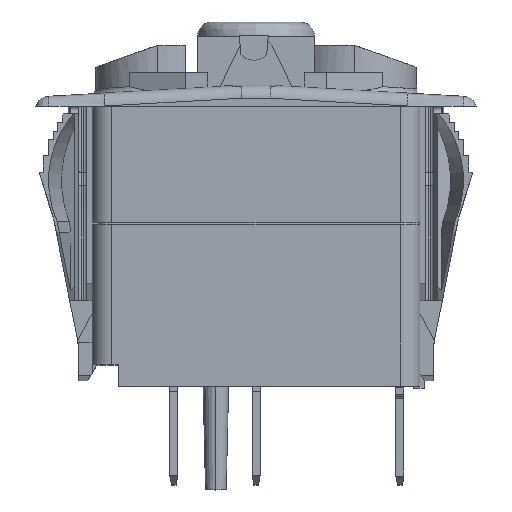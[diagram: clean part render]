
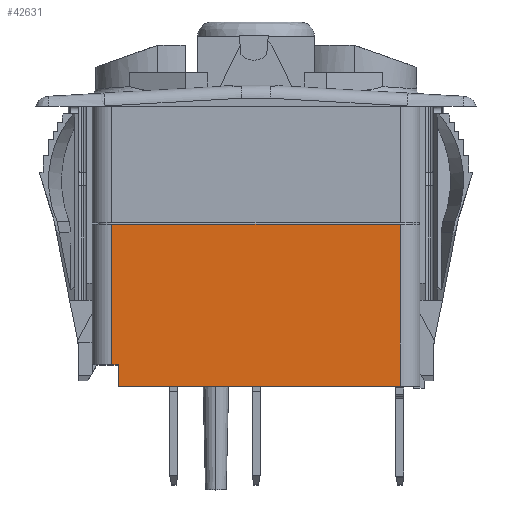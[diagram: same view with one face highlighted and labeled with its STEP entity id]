
A CAD part, top view. The second image highlights one B-rep face of the part: STEP entity #42631.
In plain terms, the highlighted planar face has unit normal (0, 0, 1).
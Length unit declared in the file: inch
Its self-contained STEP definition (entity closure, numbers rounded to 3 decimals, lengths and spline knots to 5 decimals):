
#233 = CARTESIAN_POINT ( 'NONE',  ( -0.558, 0., 0.41 ) ) ;
#445 = LINE ( 'NONE', #233, #8412 ) ;
#1553 = EDGE_CURVE ( 'NONE', #18862, #39756, #20792, .T. ) ;
#1686 = DIRECTION ( 'NONE',  ( -1., 0., 0. ) ) ;
#3017 = ORIENTED_EDGE ( 'NONE', *, *, #18670, .T. ) ;
#4021 = EDGE_LOOP ( 'NONE', ( #18366, #6420, #3017, #32952, #42583, #19053 ) ) ;
#4507 = EDGE_CURVE ( 'NONE', #12639, #14534, #445, .T. ) ;
#4753 = CARTESIAN_POINT ( 'NONE',  ( -0.531, -0.542, 0.41 ) ) ;
#4844 = CARTESIAN_POINT ( 'NONE',  ( -0.558, 0., 0.41 ) ) ;
#5068 = EDGE_CURVE ( 'NONE', #18862, #10310, #18086, .T. ) ;
#6400 = DIRECTION ( 'NONE',  ( 0., 0., 1. ) ) ;
#6420 = ORIENTED_EDGE ( 'NONE', *, *, #4507, .T. ) ;
#6944 = EDGE_CURVE ( 'NONE', #39756, #12639, #10346, .T. ) ;
#8412 = VECTOR ( 'NONE', #40853, 39.37008 ) ;
#9940 = CARTESIAN_POINT ( 'NONE',  ( -0.531, -0.625, 0.41 ) ) ;
#10310 = VERTEX_POINT ( 'NONE', #9940 ) ;
#10346 = LINE ( 'NONE', #27168, #14059 ) ;
#12639 = VERTEX_POINT ( 'NONE', #4844 ) ;
#14059 = VECTOR ( 'NONE', #40481, 39.37008 ) ;
#14534 = VERTEX_POINT ( 'NONE', #20506 ) ;
#14663 = DIRECTION ( 'NONE',  ( 0., 1., 0. ) ) ;
#15351 = CARTESIAN_POINT ( 'NONE',  ( -0.531, -0.625, 0.41 ) ) ;
#16127 = VECTOR ( 'NONE', #1686, 39.37008 ) ;
#18086 = LINE ( 'NONE', #34901, #16127 ) ;
#18366 = ORIENTED_EDGE ( 'NONE', *, *, #6944, .T. ) ;
#18369 = EDGE_CURVE ( 'NONE', #23679, #10310, #41555, .T. ) ;
#18670 = EDGE_CURVE ( 'NONE', #14534, #23679, #27221, .T. ) ;
#18862 = VERTEX_POINT ( 'NONE', #40422 ) ;
#18920 = VECTOR ( 'NONE', #31945, 39.37008 ) ;
#19053 = ORIENTED_EDGE ( 'NONE', *, *, #1553, .T. ) ;
#19501 = DIRECTION ( 'NONE',  ( 1., 0., 0. ) ) ;
#19728 = CARTESIAN_POINT ( 'NONE',  ( 0., 0., 0.41 ) ) ;
#20313 = AXIS2_PLACEMENT_3D ( 'NONE', #19728, #6400, #19501 ) ;
#20506 = CARTESIAN_POINT ( 'NONE',  ( -0.558, -0.542, 0.41 ) ) ;
#20792 = LINE ( 'NONE', #34113, #39362 ) ;
#23679 = VERTEX_POINT ( 'NONE', #4753 ) ;
#25219 = VECTOR ( 'NONE', #41180, 39.37008 ) ;
#26713 = FACE_OUTER_BOUND ( 'NONE', #4021, .T. ) ;
#27168 = CARTESIAN_POINT ( 'NONE',  ( 0., 0., 0.41 ) ) ;
#27221 = LINE ( 'NONE', #33770, #25219 ) ;
#31945 = DIRECTION ( 'NONE',  ( 0., -1., 0. ) ) ;
#32952 = ORIENTED_EDGE ( 'NONE', *, *, #18369, .T. ) ;
#33770 = CARTESIAN_POINT ( 'NONE',  ( 0., -0.542, 0.41 ) ) ;
#34113 = CARTESIAN_POINT ( 'NONE',  ( 0.558, 0., 0.41 ) ) ;
#34901 = CARTESIAN_POINT ( 'NONE',  ( -0.633, -0.625, 0.41 ) ) ;
#36938 = CARTESIAN_POINT ( 'NONE',  ( 0.558, 0., 0.41 ) ) ;
#39362 = VECTOR ( 'NONE', #14663, 39.37008 ) ;
#39756 = VERTEX_POINT ( 'NONE', #36938 ) ;
#40018 = PLANE ( 'NONE',  #20313 ) ;
#40422 = CARTESIAN_POINT ( 'NONE',  ( 0.558, -0.625, 0.41 ) ) ;
#40481 = DIRECTION ( 'NONE',  ( -1., 0., 0. ) ) ;
#40853 = DIRECTION ( 'NONE',  ( 0., -1., 0. ) ) ;
#41180 = DIRECTION ( 'NONE',  ( 1., 0., 0. ) ) ;
#41555 = LINE ( 'NONE', #15351, #18920 ) ;
#42583 = ORIENTED_EDGE ( 'NONE', *, *, #5068, .F. ) ;
#42631 = ADVANCED_FACE ( 'NONE', ( #26713 ), #40018, .T. ) ;
